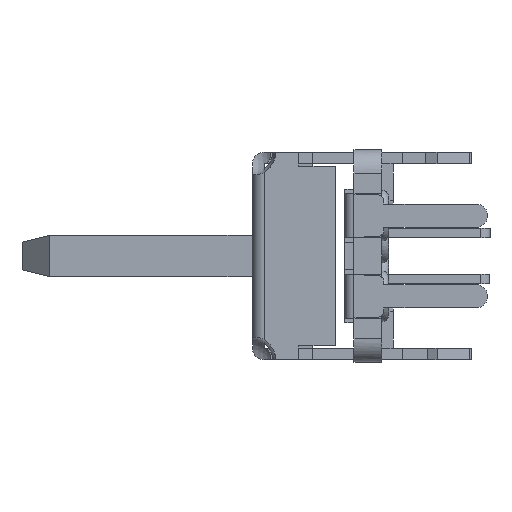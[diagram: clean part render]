
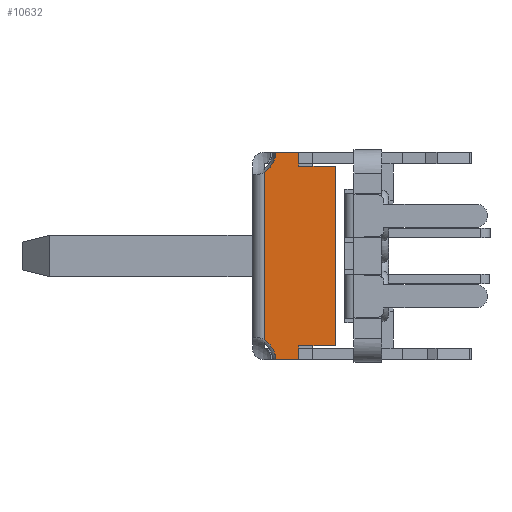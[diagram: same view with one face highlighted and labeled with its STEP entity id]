
A CAD part, left-side view. The second image highlights one B-rep face of the part: STEP entity #10632.
In plain terms, the highlighted planar face has unit normal (-1, 0, 0).
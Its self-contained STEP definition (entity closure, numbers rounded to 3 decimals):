
#886=CARTESIAN_POINT('',(-22.5,3.9,3.634));
#948=DIRECTION('',(0.,0.,1.));
#949=VECTOR('',#948,0.6);
#950=CARTESIAN_POINT('',(-22.5,2.4,3.9));
#951=LINE('',#950,#949);
#968=DIRECTION('',(0.,0.,1.));
#969=VECTOR('',#968,0.6);
#970=CARTESIAN_POINT('',(-22.5,2.4,-4.5));
#971=LINE('',#970,#969);
#980=DIRECTION('',(0.,1.,0.));
#981=VECTOR('',#980,1.6);
#982=CARTESIAN_POINT('',(-22.5,0.8,3.9));
#983=LINE('',#982,#981);
#984=DIRECTION('',(0.,0.,1.));
#985=VECTOR('',#984,7.8);
#986=CARTESIAN_POINT('',(-22.5,0.8,-3.9));
#987=LINE('',#986,#985);
#988=DIRECTION('',(0.,-1.,0.));
#989=VECTOR('',#988,1.6);
#990=CARTESIAN_POINT('',(-22.5,2.4,-3.9));
#991=LINE('',#990,#989);
#992=CARTESIAN_POINT('',(-22.5,4.4,-4.5));
#993=DIRECTION('',(-1.,0.,0.));
#994=DIRECTION('',(0.,-1.,0.));
#995=AXIS2_PLACEMENT_3D('',#992,#993,#994);
#997=DIRECTION('',(0.,0.,1.));
#998=VECTOR('',#997,7.268);
#999=CARTESIAN_POINT('',(-22.5,3.9,-3.634));
#1000=LINE('',#999,#998);
#1001=CARTESIAN_POINT('',(-22.5,4.4,4.5));
#1002=DIRECTION('',(-1.,0.,0.));
#1003=DIRECTION('',(0.,-0.5,-0.866));
#1004=AXIS2_PLACEMENT_3D('',#1001,#1002,#1003);
#1011=DIRECTION('',(0.,-1.,0.));
#1012=VECTOR('',#1011,1.);
#1013=CARTESIAN_POINT('',(-22.5,3.4,-4.5));
#1014=LINE('',#1013,#1012);
#6739=DIRECTION('',(0.,1.,0.));
#6740=VECTOR('',#6739,1.);
#6741=CARTESIAN_POINT('',(-22.5,2.4,4.5));
#6742=LINE('',#6741,#6740);
#8450=CARTESIAN_POINT('',(-22.5,2.4,4.5));
#8452=VERTEX_POINT('',#8450);
#8458=CARTESIAN_POINT('',(-22.5,2.4,-4.5));
#8460=VERTEX_POINT('',#8458);
#8473=CARTESIAN_POINT('',(-22.5,3.4,4.5));
#8475=VERTEX_POINT('',#8473);
#8478=CARTESIAN_POINT('',(-22.5,3.4,-4.5));
#8480=VERTEX_POINT('',#8478);
#8506=VERTEX_POINT('',#886);
#8507=CARTESIAN_POINT('',(-22.5,3.9,-3.634));
#8508=VERTEX_POINT('',#8507);
#8575=CARTESIAN_POINT('',(-22.5,2.4,3.9));
#8577=VERTEX_POINT('',#8575);
#8579=CARTESIAN_POINT('',(-22.5,2.4,-3.9));
#8581=VERTEX_POINT('',#8579);
#8583=CARTESIAN_POINT('',(-22.5,0.8,3.9));
#8584=VERTEX_POINT('',#8583);
#8585=CARTESIAN_POINT('',(-22.5,0.8,-3.9));
#8586=VERTEX_POINT('',#8585);
#10611=CARTESIAN_POINT('',(-22.5,4.4,-4.5));
#10612=DIRECTION('',(-1.,0.,0.));
#10613=DIRECTION('',(0.,0.,1.));
#10614=AXIS2_PLACEMENT_3D('',#10611,#10612,#10613);
#10615=PLANE('',#10614);
#10616=ORIENTED_EDGE('',*,*,#10548,.F.);
#10617=ORIENTED_EDGE('',*,*,#10564,.F.);
#10618=ORIENTED_EDGE('',*,*,#10578,.F.);
#10619=ORIENTED_EDGE('',*,*,#10590,.F.);
#10620=ORIENTED_EDGE('',*,*,#10602,.F.);
#10622=ORIENTED_EDGE('',*,*,#10621,.F.);
#10624=ORIENTED_EDGE('',*,*,#10623,.T.);
#10626=ORIENTED_EDGE('',*,*,#10625,.T.);
#10627=ORIENTED_EDGE('',*,*,#10505,.T.);
#10629=ORIENTED_EDGE('',*,*,#10628,.F.);
#10630=EDGE_LOOP('',(#10616,#10617,#10618,#10619,#10620,#10622,#10624,#10626,
#10627,#10629));
#10631=FACE_OUTER_BOUND('',#10630,.F.);
#10632=ADVANCED_FACE('',(#10631),#10615,.T.);
#996=CIRCLE('',#995,1.);
#1005=CIRCLE('',#1004,1.);
#10505=EDGE_CURVE('',#8506,#8475,#1005,.T.);
#10548=EDGE_CURVE('',#8577,#8452,#951,.T.);
#10564=EDGE_CURVE('',#8584,#8577,#983,.T.);
#10578=EDGE_CURVE('',#8586,#8584,#987,.T.);
#10590=EDGE_CURVE('',#8581,#8586,#991,.T.);
#10602=EDGE_CURVE('',#8460,#8581,#971,.T.);
#10621=EDGE_CURVE('',#8480,#8460,#1014,.T.);
#10623=EDGE_CURVE('',#8480,#8508,#996,.T.);
#10625=EDGE_CURVE('',#8508,#8506,#1000,.T.);
#10628=EDGE_CURVE('',#8452,#8475,#6742,.T.);
